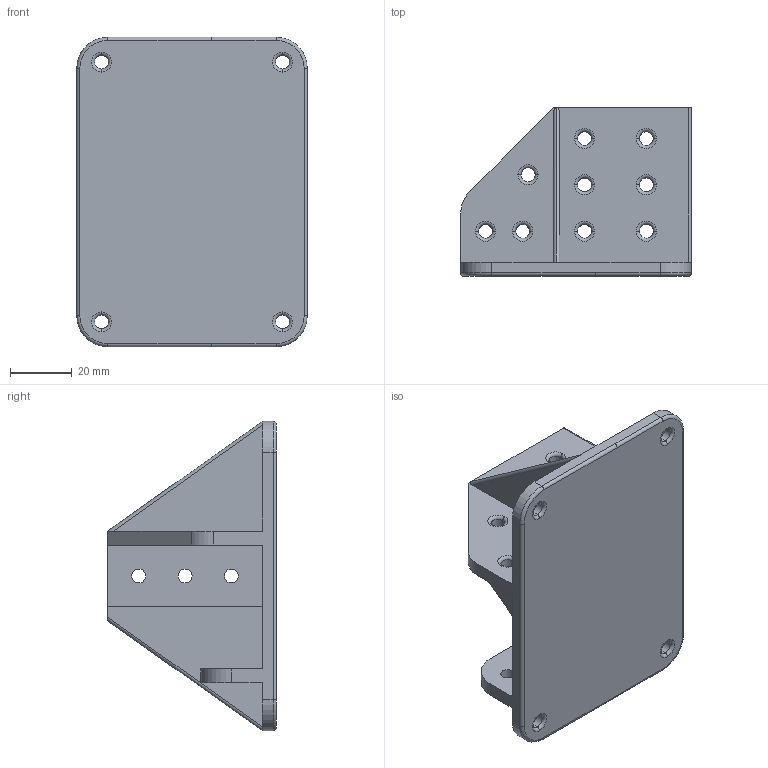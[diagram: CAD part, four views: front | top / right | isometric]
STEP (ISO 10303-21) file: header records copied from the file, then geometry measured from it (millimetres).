
FILE_DESCRIPTION (( 'STEP AP214' ), '1' );
FILE_NAME ('R_Z_Base.STEP', '2016-08-14T04:29:04', ( '' ), ( '' ), 'SwSTEP 2.0', 'SolidWorks 2016', '' );
FILE_SCHEMA (( 'AUTOMOTIVE_DESIGN' ));
Length unit declared in the file: millimetre
Products named in the file (1): R_Z_Base
Bounding box: 74.5 x 54.5 x 100 mm (x, y, z)
Volume: 66106.1 mm3; surface area: 34415.5 mm2
Topology: 1 solids, 1 shells, 149 faces, 372 edges, 225 vertices
Faces by surface type: cylinder 66, torus 56, plane 27
Entity records: 4602 total; most frequent: DIRECTION 890, CARTESIAN_POINT 771, ORIENTED_EDGE 744, AXIS2_PLACEMENT_3D 376, EDGE_CURVE 372, CIRCLE 226, VERTEX_POINT 225, EDGE_LOOP 193
